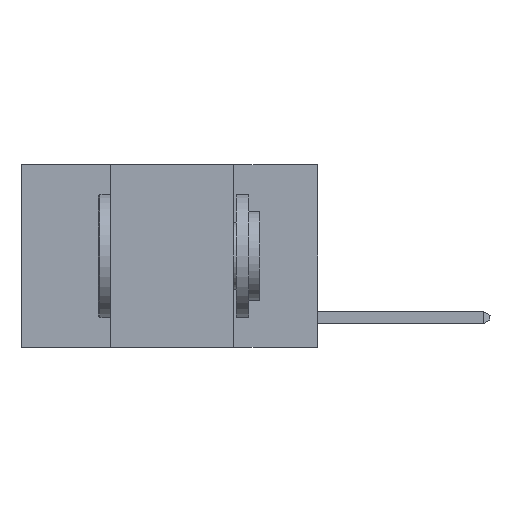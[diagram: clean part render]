
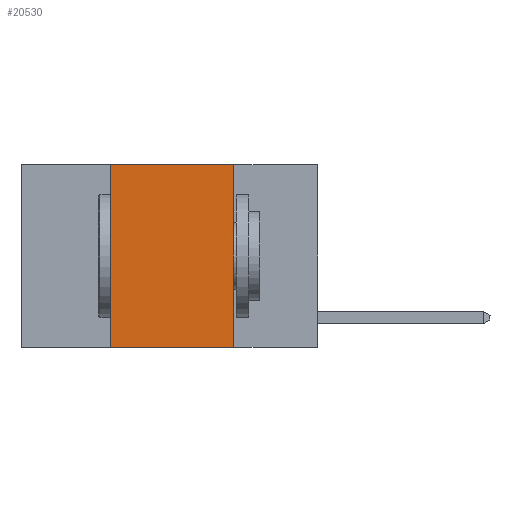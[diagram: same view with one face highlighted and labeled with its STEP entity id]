
A CAD part, left-side view. The second image highlights one B-rep face of the part: STEP entity #20530.
In plain terms, the highlighted planar face has unit normal (-1, 0, 0).
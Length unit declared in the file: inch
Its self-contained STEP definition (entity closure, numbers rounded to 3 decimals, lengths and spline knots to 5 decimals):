
#878 = DIRECTION ( 'NONE',  ( 0., 0., -1. ) ) ;
#963 = DIRECTION ( 'NONE',  ( 0., -1., 0. ) ) ;
#1432 = VECTOR ( 'NONE', #4967, 39.37008 ) ;
#2595 = VERTEX_POINT ( 'NONE', #18148 ) ;
#2674 = DIRECTION ( 'NONE',  ( 1., 0., 0. ) ) ;
#2908 = CARTESIAN_POINT ( 'NONE',  ( 0., 0.6, 0. ) ) ;
#3555 = ORIENTED_EDGE ( 'NONE', *, *, #17624, .F. ) ;
#4346 = VERTEX_POINT ( 'NONE', #9524 ) ;
#4718 = AXIS2_PLACEMENT_3D ( 'NONE', #2908, #2674, #878 ) ;
#4967 = DIRECTION ( 'NONE',  ( 0., -1., 0. ) ) ;
#5246 = LINE ( 'NONE', #19424, #14720 ) ;
#6046 = VECTOR ( 'NONE', #963, 39.37008 ) ;
#6640 = VECTOR ( 'NONE', #13230, 39.37008 ) ;
#7080 = EDGE_CURVE ( 'NONE', #10229, #4346, #16139, .T. ) ;
#8214 = ORIENTED_EDGE ( 'NONE', *, *, #7080, .T. ) ;
#9267 = FACE_OUTER_BOUND ( 'NONE', #21593, .T. ) ;
#9524 = CARTESIAN_POINT ( 'NONE',  ( 0., 0.17, -0.37 ) ) ;
#9863 = CARTESIAN_POINT ( 'NONE',  ( 0., 0.42, -0.37 ) ) ;
#9926 = VERTEX_POINT ( 'NONE', #12012 ) ;
#10229 = VERTEX_POINT ( 'NONE', #9863 ) ;
#11195 = CARTESIAN_POINT ( 'NONE',  ( 0., 0.17, 0. ) ) ;
#12012 = CARTESIAN_POINT ( 'NONE',  ( 0., 0.42, 0. ) ) ;
#12080 = CARTESIAN_POINT ( 'NONE',  ( 0., 0.6, 0. ) ) ;
#12848 = CARTESIAN_POINT ( 'NONE',  ( 0., 0.6, -0.37 ) ) ;
#13230 = DIRECTION ( 'NONE',  ( 0., 0., -1. ) ) ;
#13469 = LINE ( 'NONE', #11195, #6640 ) ;
#14132 = EDGE_CURVE ( 'NONE', #10229, #9926, #5246, .T. ) ;
#14720 = VECTOR ( 'NONE', #15780, 39.37008 ) ;
#15780 = DIRECTION ( 'NONE',  ( 0., 0., 1. ) ) ;
#16139 = LINE ( 'NONE', #12848, #6046 ) ;
#17624 = EDGE_CURVE ( 'NONE', #9926, #2595, #20399, .T. ) ;
#18148 = CARTESIAN_POINT ( 'NONE',  ( 0., 0.17, 0. ) ) ;
#19088 = ORIENTED_EDGE ( 'NONE', *, *, #14132, .F. ) ;
#19266 = PLANE ( 'NONE',  #4718 ) ;
#19424 = CARTESIAN_POINT ( 'NONE',  ( 0., 0.42, 0. ) ) ;
#20399 = LINE ( 'NONE', #12080, #1432 ) ;
#20530 = ADVANCED_FACE ( 'NONE', ( #9267 ), #19266, .F. ) ;
#21593 = EDGE_LOOP ( 'NONE', ( #22244, #3555, #19088, #8214 ) ) ;
#21904 = EDGE_CURVE ( 'NONE', #2595, #4346, #13469, .T. ) ;
#22244 = ORIENTED_EDGE ( 'NONE', *, *, #21904, .F. ) ;
